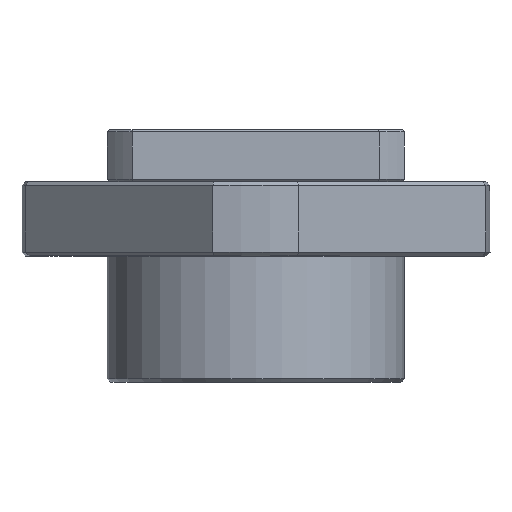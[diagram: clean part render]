
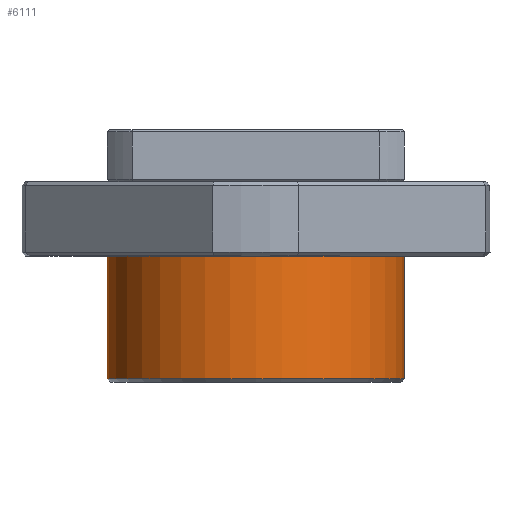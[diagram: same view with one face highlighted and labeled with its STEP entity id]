
A CAD part, front view. The second image highlights one B-rep face of the part: STEP entity #6111.
In plain terms, the highlighted cylindrical face has radius 20 mm (diameter 40 mm), a partial arc.
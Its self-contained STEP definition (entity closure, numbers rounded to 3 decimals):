
#26 = ORIENTED_EDGE ( 'NONE', *, *, #16429, .F. ) ;
#563 = VERTEX_POINT ( 'NONE', #11303 ) ;
#617 = VERTEX_POINT ( 'NONE', #10713 ) ;
#658 = VERTEX_POINT ( 'NONE', #10120 ) ;
#733 = VERTEX_POINT ( 'NONE', #9176 ) ;
#1191 = AXIS2_PLACEMENT_3D ( 'NONE', #17618, #17495, #17365 ) ;
#2210 = EDGE_CURVE ( 'NONE', #617, #563, #3860, .T. ) ;
#3378 = DIRECTION ( 'NONE',  ( 0., 0., -1. ) ) ;
#3860 = CIRCLE ( 'NONE', #15939, 20. ) ;
#4430 = DIRECTION ( 'NONE',  ( -1., 0., 0. ) ) ;
#4447 = DIRECTION ( 'NONE',  ( 0., 0., -1. ) ) ;
#4462 = CARTESIAN_POINT ( 'NONE',  ( 0., 0., 17. ) ) ;
#5254 = CARTESIAN_POINT ( 'NONE',  ( 20., 0., 17. ) ) ;
#5367 = ORIENTED_EDGE ( 'NONE', *, *, #2210, .T. ) ;
#6019 = CIRCLE ( 'NONE', #1191, 20. ) ;
#6111 = ADVANCED_FACE ( 'NONE', ( #12782 ), #12673, .T. ) ;
#6346 = DIRECTION ( 'NONE',  ( 0., 0., -1. ) ) ;
#7155 = LINE ( 'NONE', #5254, #9907 ) ;
#8247 = CARTESIAN_POINT ( 'NONE',  ( -20., 0., 17. ) ) ;
#9176 = CARTESIAN_POINT ( 'NONE',  ( -20., 0., 0.5 ) ) ;
#9907 = VECTOR ( 'NONE', #3378, 1000. ) ;
#10111 = LINE ( 'NONE', #8247, #12688 ) ;
#10120 = CARTESIAN_POINT ( 'NONE',  ( 20., 0., 0.5 ) ) ;
#10704 = EDGE_CURVE ( 'NONE', #658, #733, #6019, .T. ) ;
#10713 = CARTESIAN_POINT ( 'NONE',  ( 20., 0., 17. ) ) ;
#11303 = CARTESIAN_POINT ( 'NONE',  ( -20., 0., 17. ) ) ;
#12673 = CYLINDRICAL_SURFACE ( 'NONE', #12717, 20. ) ;
#12688 = VECTOR ( 'NONE', #6346, 1000. ) ;
#12717 = AXIS2_PLACEMENT_3D ( 'NONE', #17930, #17731, #17711 ) ;
#12782 = FACE_OUTER_BOUND ( 'NONE', #17059, .T. ) ;
#13445 = ORIENTED_EDGE ( 'NONE', *, *, #15234, .T. ) ;
#15234 = EDGE_CURVE ( 'NONE', #563, #733, #10111, .T. ) ;
#15939 = AXIS2_PLACEMENT_3D ( 'NONE', #4462, #4447, #4430 ) ;
#16049 = ORIENTED_EDGE ( 'NONE', *, *, #10704, .F. ) ;
#16429 = EDGE_CURVE ( 'NONE', #617, #658, #7155, .T. ) ;
#17059 = EDGE_LOOP ( 'NONE', ( #26, #5367, #13445, #16049 ) ) ;
#17365 = DIRECTION ( 'NONE',  ( -1., 0., 0. ) ) ;
#17495 = DIRECTION ( 'NONE',  ( 0., 0., -1. ) ) ;
#17618 = CARTESIAN_POINT ( 'NONE',  ( 0., 0., 0.5 ) ) ;
#17711 = DIRECTION ( 'NONE',  ( -1., 0., 0. ) ) ;
#17731 = DIRECTION ( 'NONE',  ( 0., 0., -1. ) ) ;
#17930 = CARTESIAN_POINT ( 'NONE',  ( 0., 0., 17. ) ) ;
